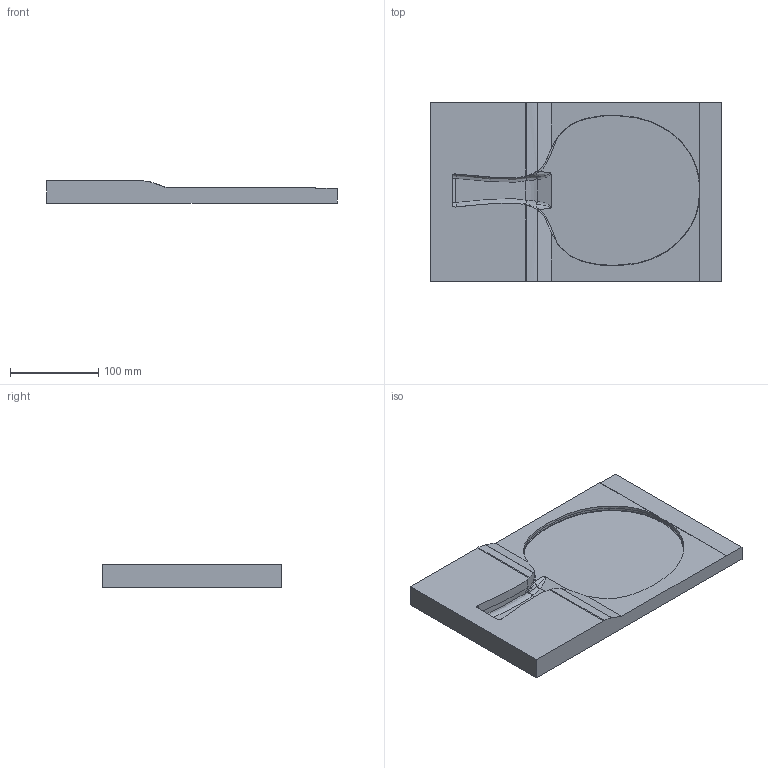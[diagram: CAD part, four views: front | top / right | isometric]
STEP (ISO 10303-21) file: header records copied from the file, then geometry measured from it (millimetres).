
FILE_DESCRIPTION(/* description */ (''),/* implementation_level */ '2;1');
FILE_NAME(/* name */ 'ping pong blade v9.step',/* time_stamp */ '2024-07-06T22:59:56-04:00',/* author */ (''),/* organization */ (''),/* preprocessor_version */ 'ST-DEVELOPER v20',/* originating_system */ 'Autodesk Translation Framework v13.14.0.145',/* authorisation */ '');
FILE_SCHEMA (('AUTOMOTIVE_DESIGN { 1 0 10303 214 3 1 1 }'));
Length unit declared in the file: millimetre
Products named in the file (1): ping pong blade
Bounding box: 330.2 x 203.2 x 25.4 mm (x, y, z)
Volume: 1134937.3 mm3; surface area: 164205.7 mm2
Topology: 1 solids, 1 shells, 81 faces, 213 edges, 132 vertices
Faces by surface type: bspline 65, plane 16
Entity records: 9785 total; most frequent: CARTESIAN_POINT 8257, ORIENTED_EDGE 422, EDGE_CURVE 211, B_SPLINE_CURVE_WITH_KNOTS 149, VERTEX_POINT 132, DIRECTION 106, FACE_OUTER_BOUND 81, EDGE_LOOP 81
